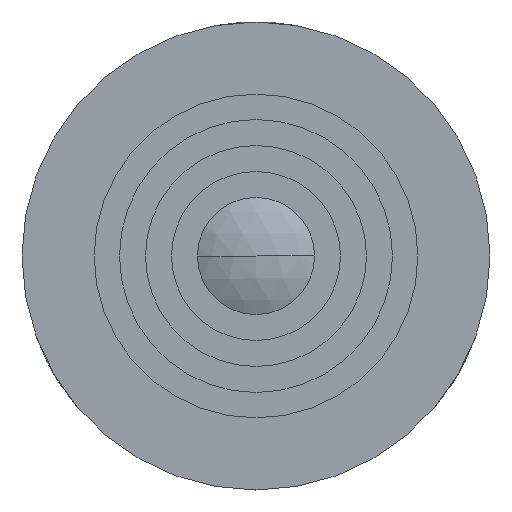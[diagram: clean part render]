
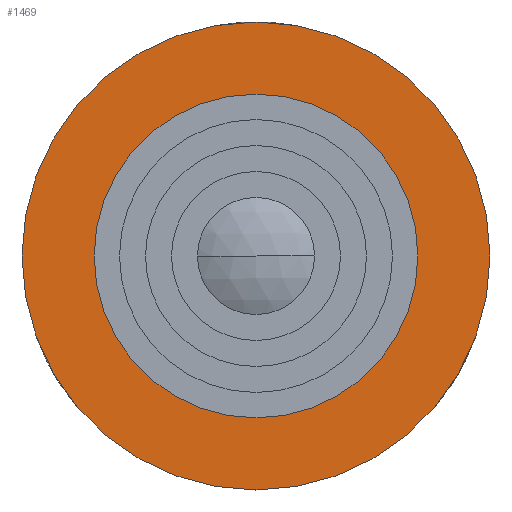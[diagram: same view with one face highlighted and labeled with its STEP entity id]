
A CAD part, left-side view. The second image highlights one B-rep face of the part: STEP entity #1469.
In plain terms, the highlighted planar face has unit normal (-1, 0, 0).
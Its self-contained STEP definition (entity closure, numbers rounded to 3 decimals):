
#25 = EDGE_CURVE ( 'NONE', #281, #1908, #2993, .T. ) ;
#59 = ORIENTED_EDGE ( 'NONE', *, *, #2382, .T. ) ;
#107 = DIRECTION ( 'NONE',  ( -1., 0., 0. ) ) ;
#261 = AXIS2_PLACEMENT_3D ( 'NONE', #1840, #321, #1655 ) ;
#281 = VERTEX_POINT ( 'NONE', #2982 ) ;
#321 = DIRECTION ( 'NONE',  ( -1., 0., 0. ) ) ;
#346 = EDGE_LOOP ( 'NONE', ( #59, #854 ) ) ;
#383 = DIRECTION ( 'NONE',  ( -1., 0., 0. ) ) ;
#395 = DIRECTION ( 'NONE',  ( -1., 0., 0. ) ) ;
#411 = CARTESIAN_POINT ( 'NONE',  ( 0., 0., 0. ) ) ;
#481 = EDGE_CURVE ( 'NONE', #2913, #1916, #2403, .T. ) ;
#525 = CIRCLE ( 'NONE', #2412, 12.45 ) ;
#559 = CARTESIAN_POINT ( 'NONE',  ( 0., 0., 0. ) ) ;
#802 = CARTESIAN_POINT ( 'NONE',  ( 0., 0., -12.45 ) ) ;
#854 = ORIENTED_EDGE ( 'NONE', *, *, #481, .T. ) ;
#1004 = ORIENTED_EDGE ( 'NONE', *, *, #25, .F. ) ;
#1091 = FACE_OUTER_BOUND ( 'NONE', #346, .T. ) ;
#1132 = ORIENTED_EDGE ( 'NONE', *, *, #3050, .F. ) ;
#1138 = DIRECTION ( 'NONE',  ( 0., 0., 1. ) ) ;
#1229 = AXIS2_PLACEMENT_3D ( 'NONE', #2117, #1891, #2386 ) ;
#1360 = EDGE_LOOP ( 'NONE', ( #1004, #1132 ) ) ;
#1469 = ADVANCED_FACE ( 'NONE', ( #1610, #1091 ), #2864, .F. ) ;
#1607 = CARTESIAN_POINT ( 'NONE',  ( 0., 0., 18. ) ) ;
#1610 = FACE_BOUND ( 'NONE', #1360, .T. ) ;
#1655 = DIRECTION ( 'NONE',  ( 0., 0., 1. ) ) ;
#1840 = CARTESIAN_POINT ( 'NONE',  ( 0., 0., 0. ) ) ;
#1850 = AXIS2_PLACEMENT_3D ( 'NONE', #559, #383, #2482 ) ;
#1891 = DIRECTION ( 'NONE',  ( 1., 0., 0. ) ) ;
#1899 = CARTESIAN_POINT ( 'NONE',  ( 0., 0., 0. ) ) ;
#1908 = VERTEX_POINT ( 'NONE', #802 ) ;
#1916 = VERTEX_POINT ( 'NONE', #1607 ) ;
#2117 = CARTESIAN_POINT ( 'NONE',  ( 0., 18., 0. ) ) ;
#2140 = CIRCLE ( 'NONE', #2834, 18. ) ;
#2382 = EDGE_CURVE ( 'NONE', #1916, #2913, #2140, .T. ) ;
#2386 = DIRECTION ( 'NONE',  ( 0., 0., -1. ) ) ;
#2403 = CIRCLE ( 'NONE', #261, 18. ) ;
#2412 = AXIS2_PLACEMENT_3D ( 'NONE', #1899, #107, #1138 ) ;
#2482 = DIRECTION ( 'NONE',  ( 0., 0., 1. ) ) ;
#2510 = CARTESIAN_POINT ( 'NONE',  ( 0., 0., -18. ) ) ;
#2715 = DIRECTION ( 'NONE',  ( 0., 0., 1. ) ) ;
#2834 = AXIS2_PLACEMENT_3D ( 'NONE', #411, #395, #2715 ) ;
#2864 = PLANE ( 'NONE',  #1229 ) ;
#2913 = VERTEX_POINT ( 'NONE', #2510 ) ;
#2982 = CARTESIAN_POINT ( 'NONE',  ( 0., 0., 12.45 ) ) ;
#2993 = CIRCLE ( 'NONE', #1850, 12.45 ) ;
#3050 = EDGE_CURVE ( 'NONE', #1908, #281, #525, .T. ) ;
